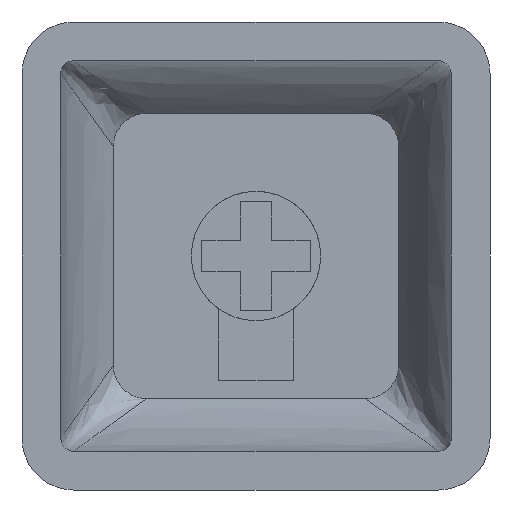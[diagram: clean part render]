
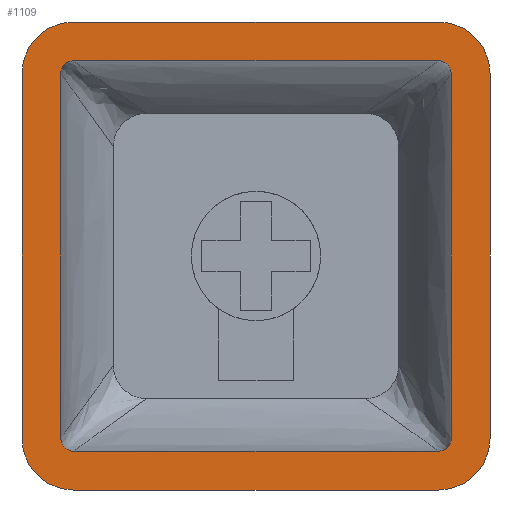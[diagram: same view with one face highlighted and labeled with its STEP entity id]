
A CAD part, front view. The second image highlights one B-rep face of the part: STEP entity #1109.
In plain terms, the highlighted planar face has unit normal (0, -1, 0).
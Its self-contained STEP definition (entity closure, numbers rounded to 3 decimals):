
#18=CIRCLE('',#1179,2.);
#19=CIRCLE('',#1180,2.);
#20=CIRCLE('',#1181,2.);
#21=CIRCLE('',#1182,2.);
#47=FACE_BOUND('',#168,.T.);
#61=B_SPLINE_CURVE_WITH_KNOTS('',3,(#1692,#1693,#1694,#1695,#1696,#1697,
#1698,#1699,#1700,#1701),.UNSPECIFIED.,.F.,.F.,(4,1,1,1,1,1,1,4),(0.,
0.143,0.286,0.429,0.571,
0.714,0.857,1.),.UNSPECIFIED.);
#64=B_SPLINE_CURVE_WITH_KNOTS('',3,(#1741,#1742,#1743,#1744,#1745,#1746,
#1747),.UNSPECIFIED.,.F.,.F.,(4,1,1,1,4),(0.,0.286,0.571,
0.857,1.),.UNSPECIFIED.);
#66=B_SPLINE_CURVE_WITH_KNOTS('',3,(#1809,#1810,#1811,#1812,#1813,#1814,
#1815,#1816,#1817),.UNSPECIFIED.,.F.,.F.,(4,1,1,1,1,1,4),(0.,
0.214,0.429,0.571,0.714,
0.857,1.),.UNSPECIFIED.);
#68=B_SPLINE_CURVE_WITH_KNOTS('',3,(#1851,#1852,#1853,#1854,#1855,#1856,
#1857),.UNSPECIFIED.,.F.,.F.,(4,1,1,1,4),(0.,0.286,0.571,
0.857,1.),.UNSPECIFIED.);
#70=B_SPLINE_CURVE_WITH_KNOTS('',3,(#1925,#1926,#1927,#1928,#1929,#1930,
#1931,#1932,#1933,#1934),.UNSPECIFIED.,.F.,.F.,(4,1,1,1,1,1,1,4),(0.,
0.143,0.286,0.429,0.571,
0.714,0.857,1.),.UNSPECIFIED.);
#72=B_SPLINE_CURVE_WITH_KNOTS('',3,(#1968,#1969,#1970,#1971,#1972,#1973,
#1974),.UNSPECIFIED.,.F.,.F.,(4,1,1,1,4),(0.,0.286,0.571,
0.857,1.),.UNSPECIFIED.);
#74=B_SPLINE_CURVE_WITH_KNOTS('',3,(#2036,#2037,#2038,#2039,#2040,#2041,
#2042,#2043,#2044),.UNSPECIFIED.,.F.,.F.,(4,1,1,1,1,1,4),(0.,
0.214,0.429,0.571,0.714,
0.857,1.),.UNSPECIFIED.);
#75=B_SPLINE_CURVE_WITH_KNOTS('',3,(#2073,#2074,#2075,#2076,#2077,#2078,
#2079),.UNSPECIFIED.,.F.,.F.,(4,1,1,1,4),(0.,0.286,0.571,
0.857,1.),.UNSPECIFIED.);
#104=FACE_OUTER_BOUND('',#167,.T.);
#167=EDGE_LOOP('',(#815,#816,#817,#818,#819,#820,#821,#822));
#168=EDGE_LOOP('',(#823,#824,#825,#826,#827,#828,#829,#830));
#247=LINE('',#2085,#365);
#248=LINE('',#2089,#366);
#249=LINE('',#2093,#367);
#250=LINE('',#2096,#368);
#365=VECTOR('',#1287,10.);
#366=VECTOR('',#1290,10.);
#367=VECTOR('',#1293,10.);
#368=VECTOR('',#1296,10.);
#480=VERTEX_POINT('',#1684);
#481=VERTEX_POINT('',#1691);
#482=VERTEX_POINT('',#1736);
#483=VERTEX_POINT('',#1802);
#484=VERTEX_POINT('',#1846);
#485=VERTEX_POINT('',#1918);
#486=VERTEX_POINT('',#1963);
#487=VERTEX_POINT('',#2029);
#488=VERTEX_POINT('',#2081);
#489=VERTEX_POINT('',#2082);
#490=VERTEX_POINT('',#2084);
#491=VERTEX_POINT('',#2086);
#492=VERTEX_POINT('',#2088);
#493=VERTEX_POINT('',#2090);
#494=VERTEX_POINT('',#2092);
#495=VERTEX_POINT('',#2094);
#600=EDGE_CURVE('',#481,#480,#61,.T.);
#603=EDGE_CURVE('',#480,#482,#64,.T.);
#605=EDGE_CURVE('',#482,#483,#66,.T.);
#607=EDGE_CURVE('',#483,#484,#68,.T.);
#609=EDGE_CURVE('',#484,#485,#70,.T.);
#611=EDGE_CURVE('',#485,#486,#72,.T.);
#613=EDGE_CURVE('',#486,#487,#74,.T.);
#614=EDGE_CURVE('',#487,#481,#75,.T.);
#615=EDGE_CURVE('',#488,#489,#18,.T.);
#616=EDGE_CURVE('',#490,#488,#247,.T.);
#617=EDGE_CURVE('',#491,#490,#19,.T.);
#618=EDGE_CURVE('',#492,#491,#248,.T.);
#619=EDGE_CURVE('',#493,#492,#20,.T.);
#620=EDGE_CURVE('',#494,#493,#249,.T.);
#621=EDGE_CURVE('',#495,#494,#21,.T.);
#622=EDGE_CURVE('',#489,#495,#250,.T.);
#815=ORIENTED_EDGE('',*,*,#615,.F.);
#816=ORIENTED_EDGE('',*,*,#616,.F.);
#817=ORIENTED_EDGE('',*,*,#617,.F.);
#818=ORIENTED_EDGE('',*,*,#618,.F.);
#819=ORIENTED_EDGE('',*,*,#619,.F.);
#820=ORIENTED_EDGE('',*,*,#620,.F.);
#821=ORIENTED_EDGE('',*,*,#621,.F.);
#822=ORIENTED_EDGE('',*,*,#622,.F.);
#823=ORIENTED_EDGE('',*,*,#600,.T.);
#824=ORIENTED_EDGE('',*,*,#603,.T.);
#825=ORIENTED_EDGE('',*,*,#605,.T.);
#826=ORIENTED_EDGE('',*,*,#607,.T.);
#827=ORIENTED_EDGE('',*,*,#609,.T.);
#828=ORIENTED_EDGE('',*,*,#611,.T.);
#829=ORIENTED_EDGE('',*,*,#613,.T.);
#830=ORIENTED_EDGE('',*,*,#614,.T.);
#1056=PLANE('',#1178);
#1109=ADVANCED_FACE('',(#104,#47),#1056,.F.);
#1178=AXIS2_PLACEMENT_3D('',#2080,#1283,#1284);
#1179=AXIS2_PLACEMENT_3D('',#2083,#1285,#1286);
#1180=AXIS2_PLACEMENT_3D('',#2087,#1288,#1289);
#1181=AXIS2_PLACEMENT_3D('',#2091,#1291,#1292);
#1182=AXIS2_PLACEMENT_3D('',#2095,#1294,#1295);
#1283=DIRECTION('center_axis',(0.,1.,0.));
#1284=DIRECTION('ref_axis',(0.,0.,1.));
#1285=DIRECTION('center_axis',(0.,1.,0.));
#1286=DIRECTION('ref_axis',(0.,0.,1.));
#1287=DIRECTION('',(1.,0.,0.));
#1288=DIRECTION('center_axis',(0.,1.,0.));
#1289=DIRECTION('ref_axis',(-1.,0.,0.));
#1290=DIRECTION('',(0.,0.,1.));
#1291=DIRECTION('center_axis',(0.,1.,0.));
#1292=DIRECTION('ref_axis',(0.,0.,-1.));
#1293=DIRECTION('',(-1.,0.,0.));
#1294=DIRECTION('center_axis',(0.,1.,0.));
#1295=DIRECTION('ref_axis',(1.,0.,0.));
#1296=DIRECTION('',(0.,0.,-1.));
#1684=CARTESIAN_POINT('',(16.6,0.,16.1));
#1691=CARTESIAN_POINT('',(16.1,0.,16.6));
#1692=CARTESIAN_POINT('Ctrl Pts',(16.1,0.,16.6));
#1693=CARTESIAN_POINT('Ctrl Pts',(16.137,0.,16.6));
#1694=CARTESIAN_POINT('Ctrl Pts',(16.212,0.,16.592));
#1695=CARTESIAN_POINT('Ctrl Pts',(16.319,0.,16.554));
#1696=CARTESIAN_POINT('Ctrl Pts',(16.414,0.,16.494));
#1697=CARTESIAN_POINT('Ctrl Pts',(16.494,0.,16.414));
#1698=CARTESIAN_POINT('Ctrl Pts',(16.554,0.,16.319));
#1699=CARTESIAN_POINT('Ctrl Pts',(16.592,0.,16.212));
#1700=CARTESIAN_POINT('Ctrl Pts',(16.6,0.,16.137));
#1701=CARTESIAN_POINT('Ctrl Pts',(16.6,0.,16.1));
#1736=CARTESIAN_POINT('',(16.6,0.,2.));
#1741=CARTESIAN_POINT('Ctrl Pts',(16.6,0.,16.1));
#1742=CARTESIAN_POINT('Ctrl Pts',(16.6,0.,15.801));
#1743=CARTESIAN_POINT('Ctrl Pts',(16.6,0.,13.413));
#1744=CARTESIAN_POINT('Ctrl Pts',(16.6,0.,7.532));
#1745=CARTESIAN_POINT('Ctrl Pts',(16.6,0.,3.269));
#1746=CARTESIAN_POINT('Ctrl Pts',(16.6,0.,2.15));
#1747=CARTESIAN_POINT('Ctrl Pts',(16.6,0.,2.));
#1802=CARTESIAN_POINT('',(16.1,0.,1.5));
#1809=CARTESIAN_POINT('Ctrl Pts',(16.6,0.,2.));
#1810=CARTESIAN_POINT('Ctrl Pts',(16.6,0.,1.944));
#1811=CARTESIAN_POINT('Ctrl Pts',(16.581,0.,1.832));
#1812=CARTESIAN_POINT('Ctrl Pts',(16.508,0.,1.699));
#1813=CARTESIAN_POINT('Ctrl Pts',(16.414,0.,1.606));
#1814=CARTESIAN_POINT('Ctrl Pts',(16.319,0.,1.546));
#1815=CARTESIAN_POINT('Ctrl Pts',(16.212,0.,1.508));
#1816=CARTESIAN_POINT('Ctrl Pts',(16.137,0.,1.5));
#1817=CARTESIAN_POINT('Ctrl Pts',(16.1,0.,1.5));
#1846=CARTESIAN_POINT('',(2.,0.,1.5));
#1851=CARTESIAN_POINT('Ctrl Pts',(16.1,0.,1.5));
#1852=CARTESIAN_POINT('Ctrl Pts',(15.801,0.,1.5));
#1853=CARTESIAN_POINT('Ctrl Pts',(13.413,0.,1.5));
#1854=CARTESIAN_POINT('Ctrl Pts',(7.532,0.,1.5));
#1855=CARTESIAN_POINT('Ctrl Pts',(3.269,0.,1.5));
#1856=CARTESIAN_POINT('Ctrl Pts',(2.15,0.,1.5));
#1857=CARTESIAN_POINT('Ctrl Pts',(2.,0.,1.5));
#1918=CARTESIAN_POINT('',(1.5,0.,2.));
#1925=CARTESIAN_POINT('Ctrl Pts',(2.,0.,1.5));
#1926=CARTESIAN_POINT('Ctrl Pts',(1.963,0.,1.5));
#1927=CARTESIAN_POINT('Ctrl Pts',(1.888,0.,1.508));
#1928=CARTESIAN_POINT('Ctrl Pts',(1.781,0.,1.546));
#1929=CARTESIAN_POINT('Ctrl Pts',(1.686,0.,1.606));
#1930=CARTESIAN_POINT('Ctrl Pts',(1.606,0.,1.686));
#1931=CARTESIAN_POINT('Ctrl Pts',(1.546,0.,1.781));
#1932=CARTESIAN_POINT('Ctrl Pts',(1.508,0.,1.888));
#1933=CARTESIAN_POINT('Ctrl Pts',(1.5,0.,1.963));
#1934=CARTESIAN_POINT('Ctrl Pts',(1.5,0.,2.));
#1963=CARTESIAN_POINT('',(1.5,0.,16.1));
#1968=CARTESIAN_POINT('Ctrl Pts',(1.5,0.,2.));
#1969=CARTESIAN_POINT('Ctrl Pts',(1.5,0.,2.299));
#1970=CARTESIAN_POINT('Ctrl Pts',(1.5,0.,4.687));
#1971=CARTESIAN_POINT('Ctrl Pts',(1.5,0.,10.568));
#1972=CARTESIAN_POINT('Ctrl Pts',(1.5,0.,14.831));
#1973=CARTESIAN_POINT('Ctrl Pts',(1.5,0.,15.95));
#1974=CARTESIAN_POINT('Ctrl Pts',(1.5,0.,16.1));
#2029=CARTESIAN_POINT('',(2.,0.,16.6));
#2036=CARTESIAN_POINT('Ctrl Pts',(1.5,0.,16.1));
#2037=CARTESIAN_POINT('Ctrl Pts',(1.5,0.,16.156));
#2038=CARTESIAN_POINT('Ctrl Pts',(1.519,0.,16.268));
#2039=CARTESIAN_POINT('Ctrl Pts',(1.592,0.,16.401));
#2040=CARTESIAN_POINT('Ctrl Pts',(1.686,0.,16.494));
#2041=CARTESIAN_POINT('Ctrl Pts',(1.781,0.,16.554));
#2042=CARTESIAN_POINT('Ctrl Pts',(1.888,0.,16.592));
#2043=CARTESIAN_POINT('Ctrl Pts',(1.963,0.,16.6));
#2044=CARTESIAN_POINT('Ctrl Pts',(2.,0.,16.6));
#2073=CARTESIAN_POINT('Ctrl Pts',(2.,0.,16.6));
#2074=CARTESIAN_POINT('Ctrl Pts',(2.299,0.,16.6));
#2075=CARTESIAN_POINT('Ctrl Pts',(4.687,0.,16.6));
#2076=CARTESIAN_POINT('Ctrl Pts',(10.568,0.,16.6));
#2077=CARTESIAN_POINT('Ctrl Pts',(14.831,0.,16.6));
#2078=CARTESIAN_POINT('Ctrl Pts',(15.95,0.,16.6));
#2079=CARTESIAN_POINT('Ctrl Pts',(16.1,0.,16.6));
#2080=CARTESIAN_POINT('Origin',(9.05,0.,9.05));
#2081=CARTESIAN_POINT('',(16.1,0.,18.1));
#2082=CARTESIAN_POINT('',(18.1,0.,16.1));
#2083=CARTESIAN_POINT('Origin',(16.1,0.,16.1));
#2084=CARTESIAN_POINT('',(2.,0.,18.1));
#2085=CARTESIAN_POINT('',(16.1,0.,18.1));
#2086=CARTESIAN_POINT('',(0.,0.,16.1));
#2087=CARTESIAN_POINT('Origin',(2.,0.,16.1));
#2088=CARTESIAN_POINT('',(0.,0.,2.));
#2089=CARTESIAN_POINT('',(0.,0.,16.1));
#2090=CARTESIAN_POINT('',(2.,0.,0.));
#2091=CARTESIAN_POINT('Origin',(2.,0.,2.));
#2092=CARTESIAN_POINT('',(16.1,0.,0.));
#2093=CARTESIAN_POINT('',(2.,0.,0.));
#2094=CARTESIAN_POINT('',(18.1,0.,2.));
#2095=CARTESIAN_POINT('Origin',(16.1,0.,2.));
#2096=CARTESIAN_POINT('',(18.1,0.,2.));
